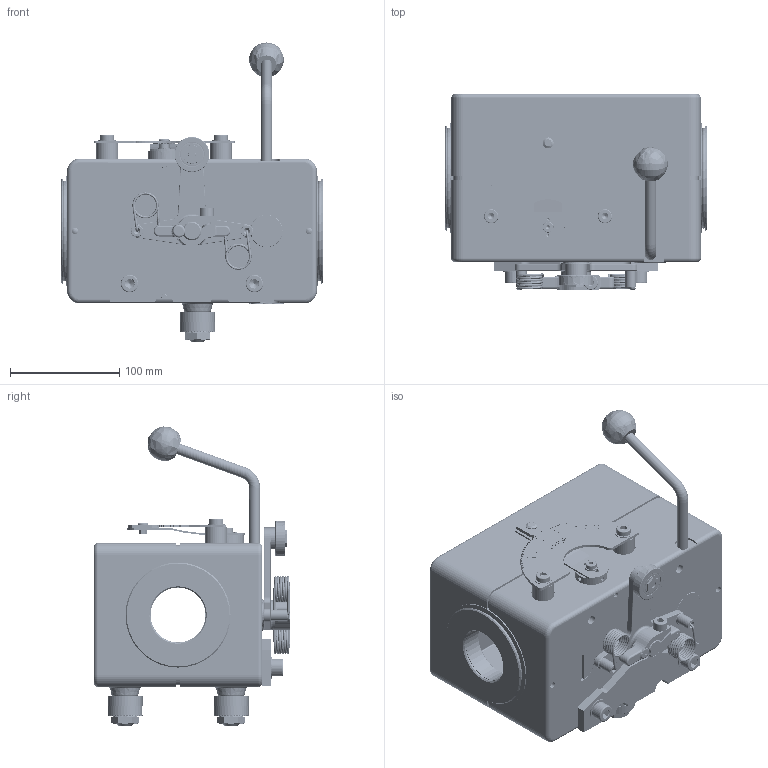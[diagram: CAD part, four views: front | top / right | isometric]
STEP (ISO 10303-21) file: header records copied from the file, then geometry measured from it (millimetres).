
FILE_DESCRIPTION (( 'STEP AP214' ), '1' );
FILE_NAME ('RG3-50-0MCRF Drehrichtung rechts.STEP', '2019-10-18T06:15:41', ( '' ), ( '' ), 'SwSTEP 2.0', 'SolidWorks 2019', '' );
FILE_SCHEMA (( 'AUTOMOTIVE_DESIGN' ));
Length unit declared in the file: millimetre
Products named in the file (1): RG3-50-0MCRF Drehrichtung rechts
Bounding box: 240 x 179.5 x 273.35 mm (x, y, z)
Volume: 1900863.6 mm3; surface area: 575435.7 mm2
Topology: 145 solids, 145 shells, 4120 faces, 10245 edges, 6293 vertices
Faces by surface type: plane 1659, cylinder 1190, cone 549, bspline 498, torus 165, sphere 59
Entity records: 191524 total; most frequent: CARTESIAN_POINT 49269, ORIENTED_EDGE 19936, DIRECTION 19677, EDGE_CURVE 9968, AXIS2_PLACEMENT_3D 7415, VERTEX_POINT 6293, VECTOR 4847, LINE 4847
